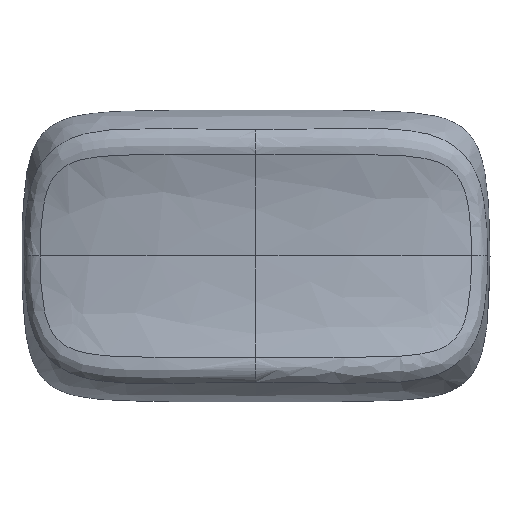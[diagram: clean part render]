
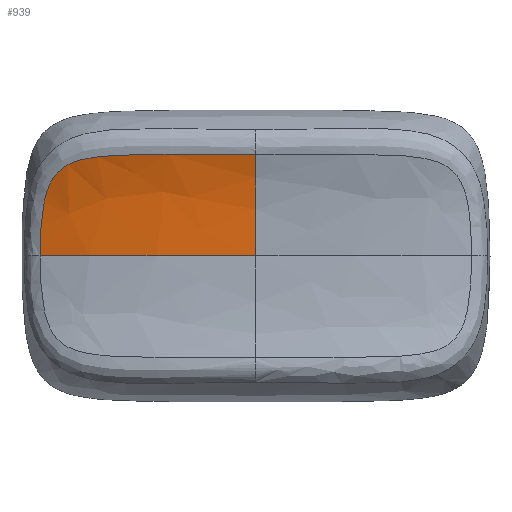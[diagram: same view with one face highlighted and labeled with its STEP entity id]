
A CAD part, top view. The second image highlights one B-rep face of the part: STEP entity #939.
In plain terms, the highlighted free-form (B-spline) face has degree [3, 3] with [5, 6] control points.
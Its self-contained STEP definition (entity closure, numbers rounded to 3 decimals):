
#16=(
BOUNDED_CURVE()
B_SPLINE_CURVE(5,(#4849,#4850,#4851,#4852,#4853,#4854,#4855,#4856,#4857,
#4858),.UNSPECIFIED.,.F.,.F.)
B_SPLINE_CURVE_WITH_KNOTS((6,1,1,1,1,6),(0.199,0.2,0.4,0.6,
0.8,1.),.UNSPECIFIED.)
CURVE()
GEOMETRIC_REPRESENTATION_ITEM()
RATIONAL_B_SPLINE_CURVE((1.,1.,1.,1.,1.,1.,1.,1.,1.,1.))
REPRESENTATION_ITEM('')
);
#28=B_SPLINE_SURFACE_WITH_KNOTS('',3,3,((#5722,#5723,#5724,#5725,#5726,
#5727),(#5728,#5729,#5730,#5731,#5732,#5733),(#5734,#5735,#5736,#5737,#5738,
#5739),(#5740,#5741,#5742,#5743,#5744,#5745),(#5746,#5747,#5748,#5749,#5750,
#5751)),.UNSPECIFIED.,.F.,.F.,.F.,(4,1,4),(4,1,1,4),(0.188,
0.652,1.),(0.,0.231,0.462,0.809),
 .UNSPECIFIED.);
#53=B_SPLINE_CURVE_WITH_KNOTS('',3,(#4245,#4246,#4247,#4248,#4249,#4250,
#4251,#4252,#4253,#4254,#4255,#4256,#4257,#4258,#4259,#4260,#4261,#4262,
#4263,#4264,#4265,#4266,#4267,#4268,#4269,#4270,#4271,#4272,#4273,#4274,
#4275,#4276,#4277,#4278,#4279,#4280,#4281,#4282,#4283,#4284),
 .UNSPECIFIED.,.F.,.F.,(4,3,3,3,3,3,3,3,3,3,3,3,3,4),(0.,0.234,
0.351,0.41,0.469,0.586,
0.644,0.703,0.761,0.82,
0.937,1.172,1.286,1.655),
 .UNSPECIFIED.);
#73=B_SPLINE_CURVE_WITH_KNOTS('',3,(#5752,#5753,#5754,#5755,#5756,#5757),
 .UNSPECIFIED.,.F.,.F.,(4,1,1,4),(0.,0.231,0.462,
0.809),.UNSPECIFIED.);
#149=FACE_OUTER_BOUND('',#204,.T.);
#204=EDGE_LOOP('',(#866,#867,#868));
#423=VERTEX_POINT('',#3964);
#433=VERTEX_POINT('',#4243);
#446=VERTEX_POINT('',#4802);
#565=EDGE_CURVE('',#433,#423,#53,.T.);
#584=EDGE_CURVE('',#423,#446,#16,.T.);
#589=EDGE_CURVE('',#446,#433,#73,.T.);
#866=ORIENTED_EDGE('',*,*,#565,.F.);
#867=ORIENTED_EDGE('',*,*,#589,.F.);
#868=ORIENTED_EDGE('',*,*,#584,.F.);
#939=ADVANCED_FACE('',(#149),#28,.F.);
#3964=CARTESIAN_POINT('',(0.,5.722,5.504));
#4243=CARTESIAN_POINT('',(-12.206,0.,3.684));
#4245=CARTESIAN_POINT('Ctrl Pts',(-12.206,0.,
3.684));
#4246=CARTESIAN_POINT('Ctrl Pts',(-12.206,0.761,3.684));
#4247=CARTESIAN_POINT('Ctrl Pts',(-12.179,1.517,3.709));
#4248=CARTESIAN_POINT('Ctrl Pts',(-12.095,2.251,3.786));
#4249=CARTESIAN_POINT('Ctrl Pts',(-12.054,2.618,3.824));
#4250=CARTESIAN_POINT('Ctrl Pts',(-11.997,2.98,3.875));
#4251=CARTESIAN_POINT('Ctrl Pts',(-11.909,3.329,3.944));
#4252=CARTESIAN_POINT('Ctrl Pts',(-11.864,3.503,3.979));
#4253=CARTESIAN_POINT('Ctrl Pts',(-11.812,3.674,4.018));
#4254=CARTESIAN_POINT('Ctrl Pts',(-11.749,3.841,4.061));
#4255=CARTESIAN_POINT('Ctrl Pts',(-11.686,4.007,4.105));
#4256=CARTESIAN_POINT('Ctrl Pts',(-11.612,4.169,4.153));
#4257=CARTESIAN_POINT('Ctrl Pts',(-11.52,4.322,4.206));
#4258=CARTESIAN_POINT('Ctrl Pts',(-11.336,4.627,4.313));
#4259=CARTESIAN_POINT('Ctrl Pts',(-11.079,4.897,4.438));
#4260=CARTESIAN_POINT('Ctrl Pts',(-10.757,5.09,4.555));
#4261=CARTESIAN_POINT('Ctrl Pts',(-10.596,5.187,4.614));
#4262=CARTESIAN_POINT('Ctrl Pts',(-10.418,5.265,4.67));
#4263=CARTESIAN_POINT('Ctrl Pts',(-10.235,5.329,4.722));
#4264=CARTESIAN_POINT('Ctrl Pts',(-10.052,5.393,4.774));
#4265=CARTESIAN_POINT('Ctrl Pts',(-9.864,5.443,4.821));
#4266=CARTESIAN_POINT('Ctrl Pts',(-9.67,5.485,4.864));
#4267=CARTESIAN_POINT('Ctrl Pts',(-9.477,5.526,4.907));
#4268=CARTESIAN_POINT('Ctrl Pts',(-9.279,5.559,4.947));
#4269=CARTESIAN_POINT('Ctrl Pts',(-9.08,5.586,4.984));
#4270=CARTESIAN_POINT('Ctrl Pts',(-8.881,5.613,5.02));
#4271=CARTESIAN_POINT('Ctrl Pts',(-8.682,5.635,5.053));
#4272=CARTESIAN_POINT('Ctrl Pts',(-8.483,5.652,5.083));
#4273=CARTESIAN_POINT('Ctrl Pts',(-8.085,5.687,5.143));
#4274=CARTESIAN_POINT('Ctrl Pts',(-7.688,5.707,5.191));
#4275=CARTESIAN_POINT('Ctrl Pts',(-7.289,5.72,5.233));
#4276=CARTESIAN_POINT('Ctrl Pts',(-6.493,5.748,5.316));
#4277=CARTESIAN_POINT('Ctrl Pts',(-5.692,5.75,5.37));
#4278=CARTESIAN_POINT('Ctrl Pts',(-4.897,5.742,5.406));
#4279=CARTESIAN_POINT('Ctrl Pts',(-4.509,5.739,5.424));
#4280=CARTESIAN_POINT('Ctrl Pts',(-4.122,5.736,5.439));
#4281=CARTESIAN_POINT('Ctrl Pts',(-3.735,5.733,5.451));
#4282=CARTESIAN_POINT('Ctrl Pts',(-2.486,5.724,5.49));
#4283=CARTESIAN_POINT('Ctrl Pts',(-1.242,5.722,5.504));
#4284=CARTESIAN_POINT('Ctrl Pts',(0.,5.722,
5.504));
#4802=CARTESIAN_POINT('',(0.,0.,4.8));
#4849=CARTESIAN_POINT('Ctrl Pts',(0.,5.722,
5.504));
#4850=CARTESIAN_POINT('Ctrl Pts',(0.,5.721,
5.504));
#4851=CARTESIAN_POINT('Ctrl Pts',(0.,5.548,
5.447));
#4852=CARTESIAN_POINT('Ctrl Pts',(0.,5.189,
5.336));
#4853=CARTESIAN_POINT('Ctrl Pts',(0.,4.6,
5.179));
#4854=CARTESIAN_POINT('Ctrl Pts',(0.,3.684,
4.995));
#4855=CARTESIAN_POINT('Ctrl Pts',(0.,2.488,
4.864));
#4856=CARTESIAN_POINT('Ctrl Pts',(0.,1.352,
4.812));
#4857=CARTESIAN_POINT('Ctrl Pts',(0.,0.471,
4.8));
#4858=CARTESIAN_POINT('Ctrl Pts',(0.,0.,
4.8));
#5722=CARTESIAN_POINT('Ctrl Pts',(0.,5.767,
5.519));
#5723=CARTESIAN_POINT('Ctrl Pts',(-1.922,5.767,5.519));
#5724=CARTESIAN_POINT('Ctrl Pts',(-5.181,5.767,5.444));
#5725=CARTESIAN_POINT('Ctrl Pts',(-9.261,5.767,5.088));
#5726=CARTESIAN_POINT('Ctrl Pts',(-11.309,5.767,4.68));
#5727=CARTESIAN_POINT('Ctrl Pts',(-12.399,5.767,4.377));
#5728=CARTESIAN_POINT('Ctrl Pts',(0.,5.112,
5.298));
#5729=CARTESIAN_POINT('Ctrl Pts',(-1.919,5.112,5.298));
#5730=CARTESIAN_POINT('Ctrl Pts',(-5.17,5.112,5.223));
#5731=CARTESIAN_POINT('Ctrl Pts',(-9.232,5.112,4.869));
#5732=CARTESIAN_POINT('Ctrl Pts',(-11.263,5.112,4.463));
#5733=CARTESIAN_POINT('Ctrl Pts',(-12.339,5.112,4.164));
#5734=CARTESIAN_POINT('Ctrl Pts',(0.,3.777,
4.947));
#5735=CARTESIAN_POINT('Ctrl Pts',(-1.914,3.777,4.947));
#5736=CARTESIAN_POINT('Ctrl Pts',(-5.154,3.777,4.872));
#5737=CARTESIAN_POINT('Ctrl Pts',(-9.185,3.777,4.52));
#5738=CARTESIAN_POINT('Ctrl Pts',(-11.189,3.777,4.119));
#5739=CARTESIAN_POINT('Ctrl Pts',(-12.245,3.777,3.826));
#5740=CARTESIAN_POINT('Ctrl Pts',(0.,1.366,4.8));
#5741=CARTESIAN_POINT('Ctrl Pts',(-1.912,1.366,4.8));
#5742=CARTESIAN_POINT('Ctrl Pts',(-5.148,1.366,4.725));
#5743=CARTESIAN_POINT('Ctrl Pts',(-9.166,1.366,4.374));
#5744=CARTESIAN_POINT('Ctrl Pts',(-11.158,1.366,3.975));
#5745=CARTESIAN_POINT('Ctrl Pts',(-12.206,1.366,3.684));
#5746=CARTESIAN_POINT('Ctrl Pts',(0.,0.,4.8));
#5747=CARTESIAN_POINT('Ctrl Pts',(-1.912,0.,
4.8));
#5748=CARTESIAN_POINT('Ctrl Pts',(-5.148,0.,
4.725));
#5749=CARTESIAN_POINT('Ctrl Pts',(-9.166,0.,
4.374));
#5750=CARTESIAN_POINT('Ctrl Pts',(-11.157,0.,
3.975));
#5751=CARTESIAN_POINT('Ctrl Pts',(-12.206,0.,
3.684));
#5752=CARTESIAN_POINT('Ctrl Pts',(0.,0.,4.8));
#5753=CARTESIAN_POINT('Ctrl Pts',(-1.912,0.,
4.8));
#5754=CARTESIAN_POINT('Ctrl Pts',(-5.148,0.,
4.725));
#5755=CARTESIAN_POINT('Ctrl Pts',(-9.166,0.,
4.374));
#5756=CARTESIAN_POINT('Ctrl Pts',(-11.157,0.,
3.975));
#5757=CARTESIAN_POINT('Ctrl Pts',(-12.206,0.,
3.684));
